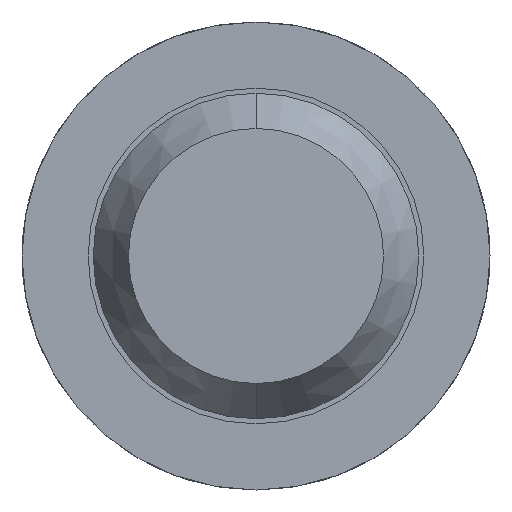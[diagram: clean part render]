
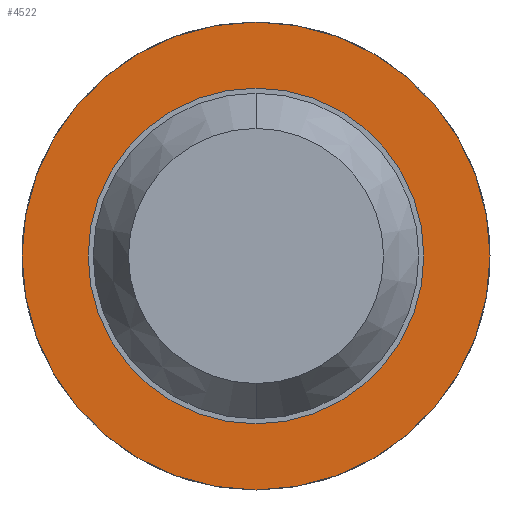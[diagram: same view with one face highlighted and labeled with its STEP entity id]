
A CAD part, front view. The second image highlights one B-rep face of the part: STEP entity #4522.
In plain terms, the highlighted planar face has unit normal (0, -1, 0).
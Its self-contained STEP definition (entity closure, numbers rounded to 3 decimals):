
#60 = CARTESIAN_POINT ( 'NONE',  ( 0., 12.05, -1.15 ) ) ;
#198 = ORIENTED_EDGE ( 'NONE', *, *, #1611, .F. ) ;
#606 = VERTEX_POINT ( 'NONE', #4138 ) ;
#739 = CARTESIAN_POINT ( 'NONE',  ( 0., 12.05, 0. ) ) ;
#744 = DIRECTION ( 'NONE',  ( 0., 0., 1. ) ) ;
#867 = ORIENTED_EDGE ( 'NONE', *, *, #3011, .T. ) ;
#964 = DIRECTION ( 'NONE',  ( 0., 1., 0. ) ) ;
#1114 = DIRECTION ( 'NONE',  ( 0., 0., 1. ) ) ;
#1199 = ORIENTED_EDGE ( 'NONE', *, *, #2585, .F. ) ;
#1379 = DIRECTION ( 'NONE',  ( 0., 0., 1. ) ) ;
#1522 = CARTESIAN_POINT ( 'NONE',  ( 0., 12.05, -0.825 ) ) ;
#1533 = AXIS2_PLACEMENT_3D ( 'NONE', #4616, #964, #4242 ) ;
#1603 = CIRCLE ( 'NONE', #1533, 0.825 ) ;
#1611 = EDGE_CURVE ( 'NONE', #3630, #4153, #2930, .T. ) ;
#1931 = DIRECTION ( 'NONE',  ( 0., 1., 0. ) ) ;
#2099 = CIRCLE ( 'NONE', #3830, 0.825 ) ;
#2193 = AXIS2_PLACEMENT_3D ( 'NONE', #3339, #2236, #744 ) ;
#2236 = DIRECTION ( 'NONE',  ( 0., 1., 0. ) ) ;
#2510 = AXIS2_PLACEMENT_3D ( 'NONE', #4581, #3944, #1379 ) ;
#2585 = EDGE_CURVE ( 'NONE', #4153, #3630, #3204, .T. ) ;
#2604 = ORIENTED_EDGE ( 'NONE', *, *, #4314, .T. ) ;
#2638 = DIRECTION ( 'NONE',  ( 0., 0., 1. ) ) ;
#2708 = AXIS2_PLACEMENT_3D ( 'NONE', #3013, #1931, #2638 ) ;
#2930 = CIRCLE ( 'NONE', #2193, 1.15 ) ;
#3011 = EDGE_CURVE ( 'NONE', #3658, #606, #2099, .T. ) ;
#3013 = CARTESIAN_POINT ( 'NONE',  ( 0., 12.05, 0. ) ) ;
#3084 = FACE_OUTER_BOUND ( 'NONE', #3611, .T. ) ;
#3204 = CIRCLE ( 'NONE', #2708, 1.15 ) ;
#3301 = DIRECTION ( 'NONE',  ( 0., 1., 0. ) ) ;
#3339 = CARTESIAN_POINT ( 'NONE',  ( 0., 12.05, 0. ) ) ;
#3548 = PLANE ( 'NONE',  #2510 ) ;
#3611 = EDGE_LOOP ( 'NONE', ( #1199, #198 ) ) ;
#3630 = VERTEX_POINT ( 'NONE', #60 ) ;
#3658 = VERTEX_POINT ( 'NONE', #1522 ) ;
#3830 = AXIS2_PLACEMENT_3D ( 'NONE', #739, #3301, #1114 ) ;
#3879 = EDGE_LOOP ( 'NONE', ( #2604, #867 ) ) ;
#3904 = FACE_BOUND ( 'NONE', #3879, .T. ) ;
#3944 = DIRECTION ( 'NONE',  ( 0., 1., 0. ) ) ;
#4138 = CARTESIAN_POINT ( 'NONE',  ( 0., 12.05, 0.825 ) ) ;
#4153 = VERTEX_POINT ( 'NONE', #4458 ) ;
#4242 = DIRECTION ( 'NONE',  ( 0., 0., 1. ) ) ;
#4314 = EDGE_CURVE ( 'NONE', #606, #3658, #1603, .T. ) ;
#4458 = CARTESIAN_POINT ( 'NONE',  ( 0., 12.05, 1.15 ) ) ;
#4522 = ADVANCED_FACE ( 'NONE', ( #3084, #3904 ), #3548, .F. ) ;
#4581 = CARTESIAN_POINT ( 'NONE',  ( 0.825, 12.05, 0. ) ) ;
#4616 = CARTESIAN_POINT ( 'NONE',  ( 0., 12.05, 0. ) ) ;
